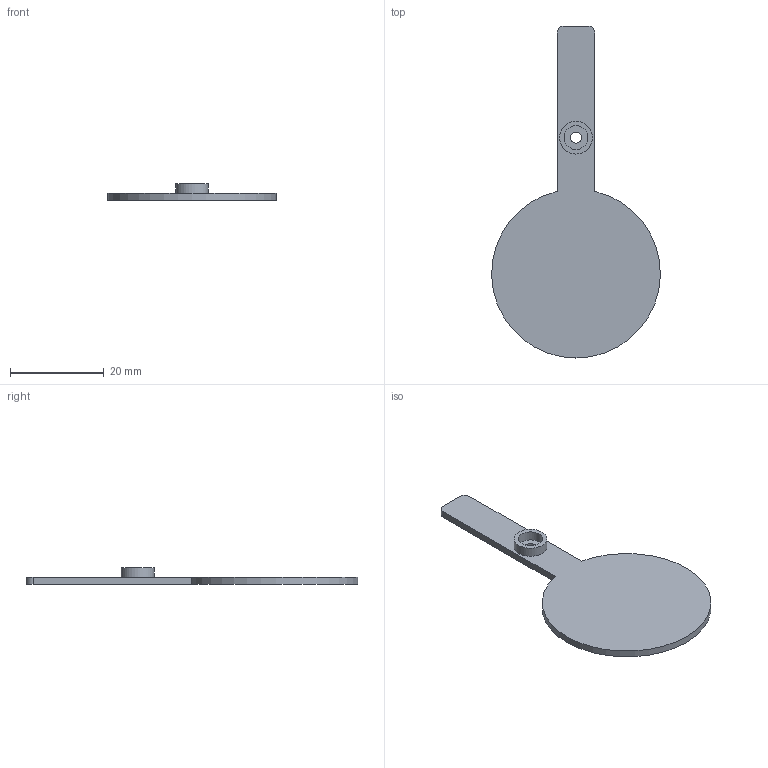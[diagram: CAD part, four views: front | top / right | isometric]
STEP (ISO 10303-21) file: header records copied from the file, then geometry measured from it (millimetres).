
FILE_DESCRIPTION(('FreeCAD Model'),'2;1');
FILE_NAME('Open CASCADE Shape Model','2025-04-16T14:42:19',(''),(''), 'Open CASCADE STEP processor 7.8','FreeCAD','Unknown');
FILE_SCHEMA(('AUTOMOTIVE_DESIGN { 1 0 10303 214 1 1 1 1 }'));
Length unit declared in the file: millimetre
Products named in the file (1): Pocket
Bounding box: 35.99 x 70.81 x 3.6 mm (x, y, z)
Volume: 1959.3 mm3; surface area: 2957.4 mm2
Topology: 1 solids, 1 shells, 15 faces, 30 edges, 20 vertices
Faces by surface type: plane 8, cylinder 7
Full cylindrical faces by diameter (mm): 2.4 x1, 5.1 x1, 5.2 x1, 7 x1
Entity records: 424 total; most frequent: DIRECTION 76, CARTESIAN_POINT 66, ORIENTED_EDGE 60, AXIS2_PLACEMENT_3D 30, EDGE_CURVE 30, FACE_BOUND 20, EDGE_LOOP 20, VERTEX_POINT 20
